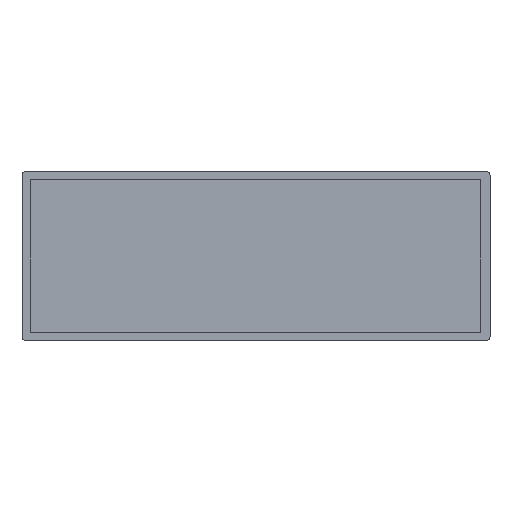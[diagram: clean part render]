
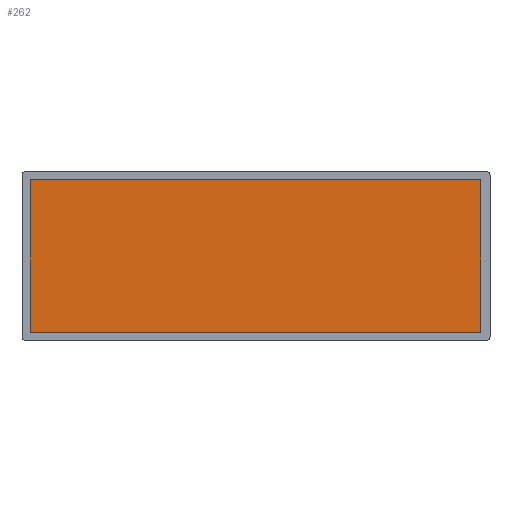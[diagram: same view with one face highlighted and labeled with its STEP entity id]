
A CAD part, top view. The second image highlights one B-rep face of the part: STEP entity #262.
In plain terms, the highlighted planar face has unit normal (0, 0, 1).
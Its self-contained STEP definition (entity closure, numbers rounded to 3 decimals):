
#32=FACE_OUTER_BOUND('',#47,.T.);
#47=EDGE_LOOP('',(#191,#192,#193,#194));
#61=LINE('',#394,#89);
#64=LINE('',#400,#92);
#67=LINE('',#406,#95);
#70=LINE('',#410,#98);
#89=VECTOR('',#316,10.);
#92=VECTOR('',#321,10.);
#95=VECTOR('',#326,10.);
#98=VECTOR('',#331,10.);
#117=VERTEX_POINT('',#391);
#118=VERTEX_POINT('',#393);
#120=VERTEX_POINT('',#399);
#122=VERTEX_POINT('',#405);
#141=EDGE_CURVE('',#118,#117,#61,.T.);
#144=EDGE_CURVE('',#120,#118,#64,.T.);
#147=EDGE_CURVE('',#122,#120,#67,.T.);
#150=EDGE_CURVE('',#117,#122,#70,.T.);
#191=ORIENTED_EDGE('',*,*,#150,.T.);
#192=ORIENTED_EDGE('',*,*,#147,.T.);
#193=ORIENTED_EDGE('',*,*,#144,.T.);
#194=ORIENTED_EDGE('',*,*,#141,.T.);
#251=PLANE('',#291);
#262=ADVANCED_FACE('',(#32),#251,.T.);
#291=AXIS2_PLACEMENT_3D('',#411,#332,#333);
#316=DIRECTION('',(0.,-1.,0.));
#321=DIRECTION('',(-1.,0.,0.));
#326=DIRECTION('',(0.,1.,0.));
#331=DIRECTION('',(1.,0.,0.));
#332=DIRECTION('center_axis',(0.,0.,1.));
#333=DIRECTION('ref_axis',(1.,0.,0.));
#391=CARTESIAN_POINT('',(5.9,5.9,3.));
#393=CARTESIAN_POINT('',(5.9,117.4,3.));
#394=CARTESIAN_POINT('',(5.9,117.191,3.));
#399=CARTESIAN_POINT('',(335.747,117.4,3.));
#400=CARTESIAN_POINT('',(7.5,117.4,3.));
#405=CARTESIAN_POINT('',(335.747,5.9,3.));
#406=CARTESIAN_POINT('',(335.747,5.9,3.));
#410=CARTESIAN_POINT('',(8.,5.9,3.));
#411=CARTESIAN_POINT('Origin',(170.824,61.65,3.));
